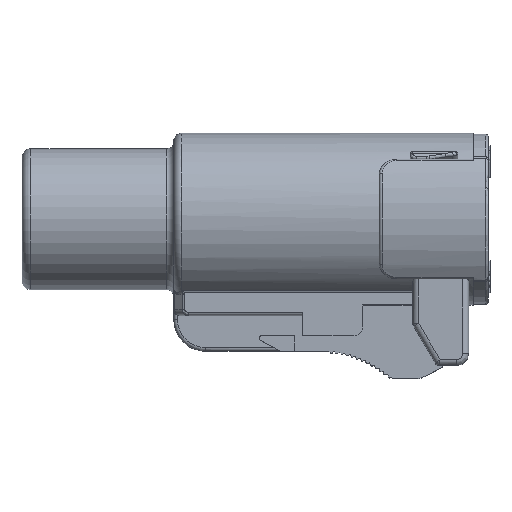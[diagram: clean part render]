
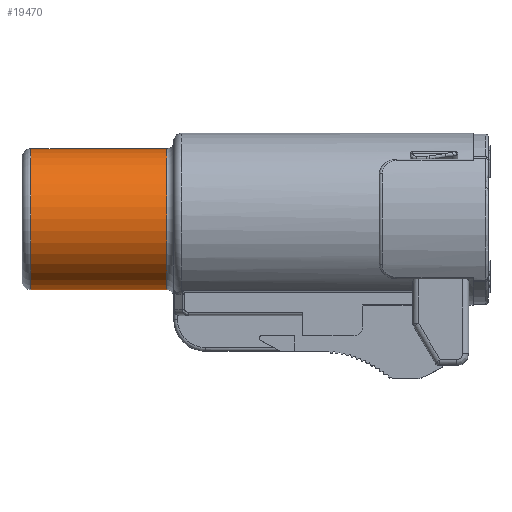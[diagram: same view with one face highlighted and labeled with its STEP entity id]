
A CAD part, top view. The second image highlights one B-rep face of the part: STEP entity #19470.
In plain terms, the highlighted cylindrical face has radius 5.95 mm (diameter 11.9 mm), a partial arc.
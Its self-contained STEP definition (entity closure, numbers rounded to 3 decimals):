
#5422=CARTESIAN_POINT('',(12.2,0.,0.));
#5423=DIRECTION('',(1.,0.,0.));
#5424=DIRECTION('',(0.,1.,0.));
#5425=AXIS2_PLACEMENT_3D('',#5422,#5423,#5424);
#5427=CARTESIAN_POINT('',(0.75,0.,0.));
#5428=DIRECTION('',(-1.,0.,0.));
#5429=DIRECTION('',(0.,-1.,0.));
#5430=AXIS2_PLACEMENT_3D('',#5427,#5428,#5429);
#5437=DIRECTION('',(-1.,0.,0.));
#5438=VECTOR('',#5437,11.45);
#5439=CARTESIAN_POINT('',(12.2,5.95,0.));
#5440=LINE('',#5439,#5438);
#5446=DIRECTION('',(-1.,0.,0.));
#5447=VECTOR('',#5446,11.45);
#5448=CARTESIAN_POINT('',(12.2,-5.95,0.));
#5449=LINE('',#5448,#5447);
#9562=CARTESIAN_POINT('',(0.75,5.95,0.));
#9563=CARTESIAN_POINT('',(0.75,-5.95,0.));
#9564=VERTEX_POINT('',#9562);
#9565=VERTEX_POINT('',#9563);
#10072=CARTESIAN_POINT('',(12.2,5.95,0.));
#10073=CARTESIAN_POINT('',(12.2,-5.95,0.));
#10074=VERTEX_POINT('',#10072);
#10075=VERTEX_POINT('',#10073);
#19456=CARTESIAN_POINT('',(-1.903,0.,0.));
#19457=DIRECTION('',(1.,0.,0.));
#19458=DIRECTION('',(0.,-1.,0.));
#19459=AXIS2_PLACEMENT_3D('',#19456,#19457,#19458);
#19460=CYLINDRICAL_SURFACE('',#19459,5.95);
#19461=ORIENTED_EDGE('',*,*,#19446,.T.);
#19463=ORIENTED_EDGE('',*,*,#19462,.T.);
#19465=ORIENTED_EDGE('',*,*,#19464,.T.);
#19467=ORIENTED_EDGE('',*,*,#19466,.F.);
#19468=EDGE_LOOP('',(#19461,#19463,#19465,#19467));
#19469=FACE_OUTER_BOUND('',#19468,.F.);
#19470=ADVANCED_FACE('',(#19469),#19460,.T.);
#5426=CIRCLE('',#5425,5.95);
#5431=CIRCLE('',#5430,5.95);
#19446=EDGE_CURVE('',#10074,#10075,#5426,.T.);
#19462=EDGE_CURVE('',#10075,#9565,#5449,.T.);
#19464=EDGE_CURVE('',#9565,#9564,#5431,.T.);
#19466=EDGE_CURVE('',#10074,#9564,#5440,.T.);
